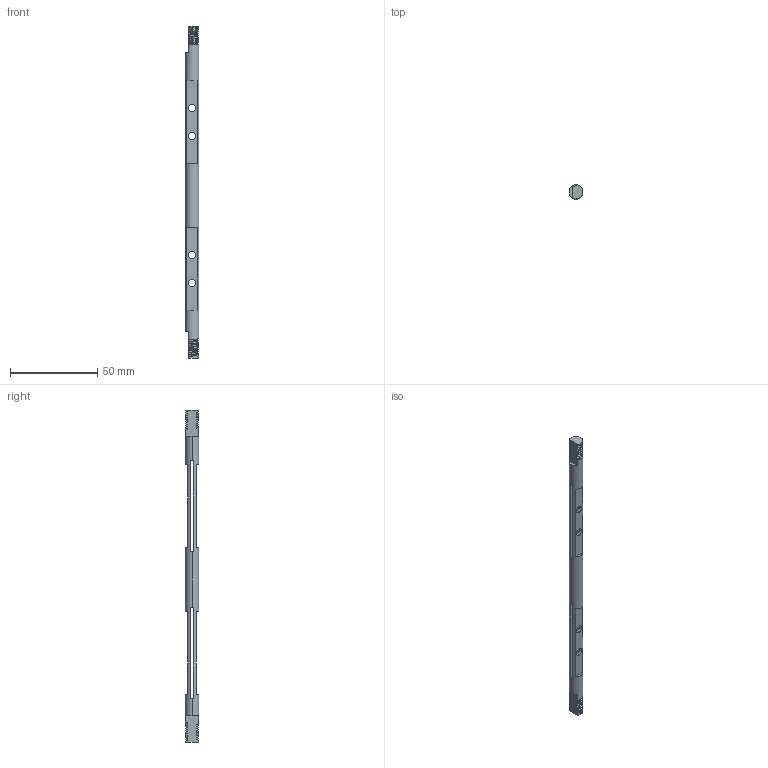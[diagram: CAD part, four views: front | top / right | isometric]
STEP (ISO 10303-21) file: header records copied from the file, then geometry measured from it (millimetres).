
FILE_DESCRIPTION (( 'STEP AP214' ), '1' );
FILE_NAME ('Axe papillon.STEP', '2020-11-05T11:02:44', ( '' ), ( '' ), 'SwSTEP 2.0', 'SolidWorks 2018', '' );
FILE_SCHEMA (( 'AUTOMOTIVE_DESIGN' ));
Length unit declared in the file: millimetre
Products named in the file (1): Axe papillon
Bounding box: 8 x 8 x 190 mm (x, y, z)
Volume: 6372.4 mm3; surface area: 6175.8 mm2
Topology: 1 solids, 1 shells, 133 faces, 390 edges, 259 vertices
Faces by surface type: bspline 54, cylinder 51, plane 28
Entity records: 21910 total; most frequent: CARTESIAN_POINT 18901, ORIENTED_EDGE 780, DIRECTION 400, EDGE_CURVE 390, VERTEX_POINT 259, EDGE_LOOP 153, AXIS2_PLACEMENT_3D 144, ADVANCED_FACE 133
